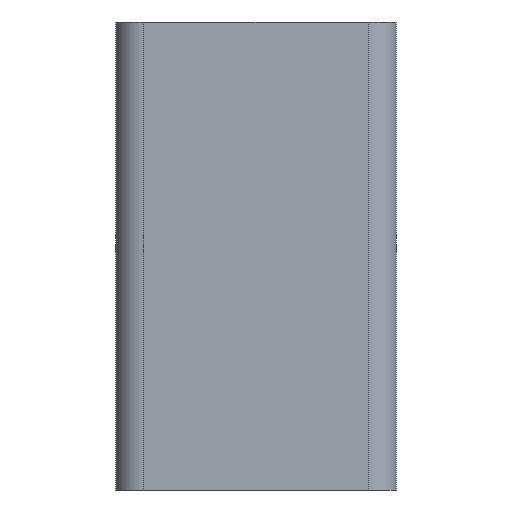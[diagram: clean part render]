
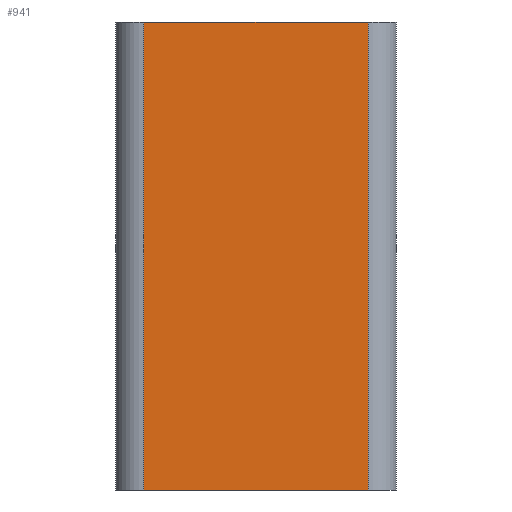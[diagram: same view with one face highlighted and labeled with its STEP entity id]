
A CAD part, front view. The second image highlights one B-rep face of the part: STEP entity #941.
In plain terms, the highlighted planar face has unit normal (0, -1, 0).
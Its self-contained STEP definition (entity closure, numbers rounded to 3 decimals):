
#30 = VECTOR ( 'NONE', #4137, 1000. ) ;
#177 = ORIENTED_EDGE ( 'NONE', *, *, #1837, .T. ) ;
#370 = CARTESIAN_POINT ( 'NONE',  ( 12., -15., 25. ) ) ;
#481 = CARTESIAN_POINT ( 'NONE',  ( 12., -15., 25. ) ) ;
#618 = VECTOR ( 'NONE', #4509, 1000. ) ;
#640 = VERTEX_POINT ( 'NONE', #1561 ) ;
#932 = VERTEX_POINT ( 'NONE', #4809 ) ;
#941 = ADVANCED_FACE ( 'NONE', ( #4084 ), #3645, .F. ) ;
#1129 = CARTESIAN_POINT ( 'NONE',  ( -12., -15., -25. ) ) ;
#1294 = CARTESIAN_POINT ( 'NONE',  ( -12., -15., 25. ) ) ;
#1561 = CARTESIAN_POINT ( 'NONE',  ( 12., -15., 25. ) ) ;
#1837 = EDGE_CURVE ( 'NONE', #4725, #4523, #2482, .T. ) ;
#2036 = DIRECTION ( 'NONE',  ( 0., 0., 1. ) ) ;
#2363 = EDGE_CURVE ( 'NONE', #932, #640, #3348, .T. ) ;
#2482 = LINE ( 'NONE', #4889, #618 ) ;
#3003 = CARTESIAN_POINT ( 'NONE',  ( 12., -15., -25. ) ) ;
#3107 = AXIS2_PLACEMENT_3D ( 'NONE', #370, #5282, #2036 ) ;
#3268 = CARTESIAN_POINT ( 'NONE',  ( 12., -15., 25. ) ) ;
#3348 = LINE ( 'NONE', #481, #4683 ) ;
#3374 = DIRECTION ( 'NONE',  ( 1., 0., 0. ) ) ;
#3645 = PLANE ( 'NONE',  #3107 ) ;
#3922 = ORIENTED_EDGE ( 'NONE', *, *, #4070, .T. ) ;
#3976 = ORIENTED_EDGE ( 'NONE', *, *, #2363, .F. ) ;
#4070 = EDGE_CURVE ( 'NONE', #932, #4725, #4977, .T. ) ;
#4084 = FACE_OUTER_BOUND ( 'NONE', #4298, .T. ) ;
#4137 = DIRECTION ( 'NONE',  ( 0., 0., -1. ) ) ;
#4298 = EDGE_LOOP ( 'NONE', ( #177, #4306, #3976, #3922 ) ) ;
#4306 = ORIENTED_EDGE ( 'NONE', *, *, #4321, .F. ) ;
#4321 = EDGE_CURVE ( 'NONE', #640, #4523, #4455, .T. ) ;
#4438 = VECTOR ( 'NONE', #4831, 1000. ) ;
#4455 = LINE ( 'NONE', #3268, #4438 ) ;
#4509 = DIRECTION ( 'NONE',  ( 1., 0., 0. ) ) ;
#4523 = VERTEX_POINT ( 'NONE', #3003 ) ;
#4683 = VECTOR ( 'NONE', #3374, 1000. ) ;
#4725 = VERTEX_POINT ( 'NONE', #1129 ) ;
#4809 = CARTESIAN_POINT ( 'NONE',  ( -12., -15., 25. ) ) ;
#4831 = DIRECTION ( 'NONE',  ( 0., 0., -1. ) ) ;
#4889 = CARTESIAN_POINT ( 'NONE',  ( 12., -15., -25. ) ) ;
#4977 = LINE ( 'NONE', #1294, #30 ) ;
#5282 = DIRECTION ( 'NONE',  ( 0., 1., 0. ) ) ;
